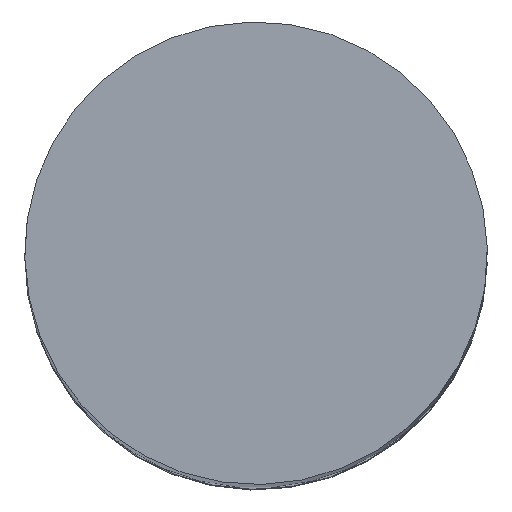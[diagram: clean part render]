
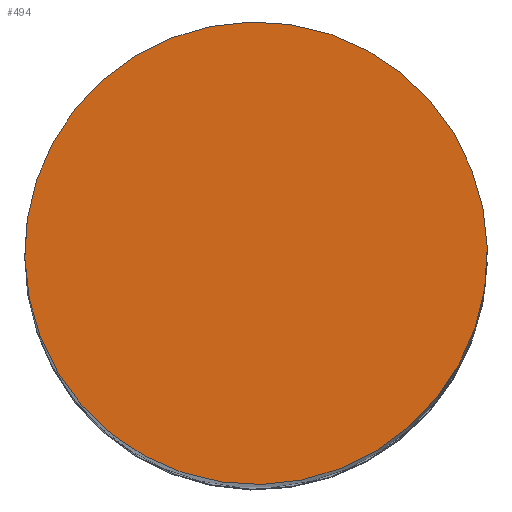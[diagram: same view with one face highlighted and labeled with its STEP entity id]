
A CAD part, top view. The second image highlights one B-rep face of the part: STEP entity #494.
In plain terms, the highlighted planar face has unit normal (0, 0, 1).
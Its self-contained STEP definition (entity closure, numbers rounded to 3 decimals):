
#270=CARTESIAN_POINT('',(0.,0.,120.));
#271=DIRECTION('',(0.,0.,1.));
#272=DIRECTION('',(0.878,-0.479,0.));
#273=AXIS2_PLACEMENT_3D('',#270,#271,#272);
#278=CARTESIAN_POINT('',(0.,0.,120.));
#279=DIRECTION('',(0.,0.,1.));
#280=DIRECTION('',(-0.878,0.479,0.));
#281=AXIS2_PLACEMENT_3D('',#278,#279,#280);
#312=CARTESIAN_POINT('',(-7.021,3.835,120.));
#313=VERTEX_POINT('',#312);
#314=CARTESIAN_POINT('',(7.021,-3.835,120.));
#315=VERTEX_POINT('',#314);
#485=CARTESIAN_POINT('',(0.,0.,120.));
#486=DIRECTION('',(0.,0.,-1.));
#487=DIRECTION('',(1.,0.,0.));
#488=AXIS2_PLACEMENT_3D('',#485,#486,#487);
#489=PLANE('',#488);
#490=ORIENTED_EDGE('',*,*,#463,.F.);
#491=ORIENTED_EDGE('',*,*,#477,.F.);
#492=EDGE_LOOP('',(#490,#491));
#493=FACE_OUTER_BOUND('',#492,.F.);
#494=ADVANCED_FACE('',(#493),#489,.F.);
#274=CIRCLE('',#273,8.);
#282=CIRCLE('',#281,8.);
#463=EDGE_CURVE('',#315,#313,#274,.T.);
#477=EDGE_CURVE('',#313,#315,#282,.T.);
